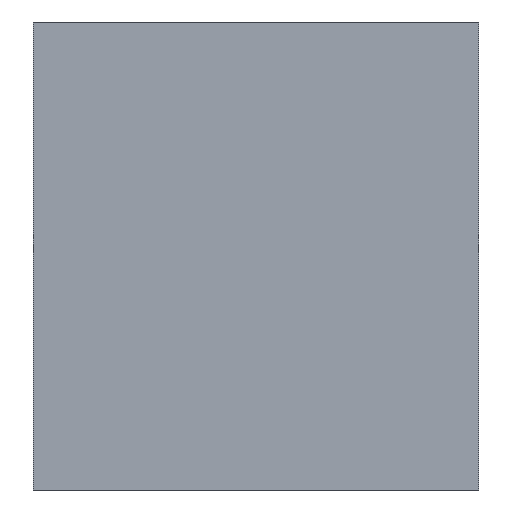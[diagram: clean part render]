
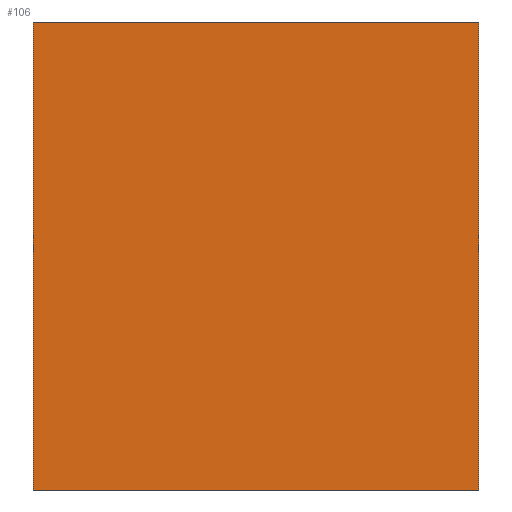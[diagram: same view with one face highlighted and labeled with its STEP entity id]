
A CAD part, left-side view. The second image highlights one B-rep face of the part: STEP entity #106.
In plain terms, the highlighted planar face has unit normal (-1, 0, 0).
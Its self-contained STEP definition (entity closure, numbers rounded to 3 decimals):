
#7 = LINE ( 'NONE', #96, #195 ) ;
#9 = VECTOR ( 'NONE', #220, 1000. ) ;
#16 = ORIENTED_EDGE ( 'NONE', *, *, #120, .T. ) ;
#42 = CARTESIAN_POINT ( 'NONE',  ( -10., 5., 10.5 ) ) ;
#48 = CARTESIAN_POINT ( 'NONE',  ( -10., 5., 10.5 ) ) ;
#56 = LINE ( 'NONE', #130, #148 ) ;
#58 = CARTESIAN_POINT ( 'NONE',  ( -10., 5., 10.5 ) ) ;
#71 = LINE ( 'NONE', #151, #81 ) ;
#73 = ORIENTED_EDGE ( 'NONE', *, *, #159, .T. ) ;
#81 = VECTOR ( 'NONE', #202, 1000. ) ;
#84 = VERTEX_POINT ( 'NONE', #179 ) ;
#90 = EDGE_LOOP ( 'NONE', ( #73, #91, #124, #16 ) ) ;
#91 = ORIENTED_EDGE ( 'NONE', *, *, #125, .F. ) ;
#95 = DIRECTION ( 'NONE',  ( 0., 1., 0. ) ) ;
#96 = CARTESIAN_POINT ( 'NONE',  ( -10., 5., 10.5 ) ) ;
#105 = VERTEX_POINT ( 'NONE', #42 ) ;
#106 = ADVANCED_FACE ( 'NONE', ( #158 ), #167, .F. ) ;
#110 = DIRECTION ( 'NONE',  ( 0., 0., -1. ) ) ;
#120 = EDGE_CURVE ( 'NONE', #105, #161, #7, .T. ) ;
#124 = ORIENTED_EDGE ( 'NONE', *, *, #196, .F. ) ;
#125 = EDGE_CURVE ( 'NONE', #197, #84, #56, .T. ) ;
#130 = CARTESIAN_POINT ( 'NONE',  ( -10., -5., 10.5 ) ) ;
#132 = CARTESIAN_POINT ( 'NONE',  ( -10., -5., 10.5 ) ) ;
#144 = DIRECTION ( 'NONE',  ( 0., 0., -1. ) ) ;
#148 = VECTOR ( 'NONE', #110, 1000. ) ;
#151 = CARTESIAN_POINT ( 'NONE',  ( -10., 5., 0. ) ) ;
#158 = FACE_OUTER_BOUND ( 'NONE', #90, .T. ) ;
#159 = EDGE_CURVE ( 'NONE', #161, #84, #71, .T. ) ;
#161 = VERTEX_POINT ( 'NONE', #164 ) ;
#164 = CARTESIAN_POINT ( 'NONE',  ( -10., 5., 0. ) ) ;
#167 = PLANE ( 'NONE',  #169 ) ;
#169 = AXIS2_PLACEMENT_3D ( 'NONE', #48, #204, #95 ) ;
#179 = CARTESIAN_POINT ( 'NONE',  ( -10., -5., 0. ) ) ;
#195 = VECTOR ( 'NONE', #144, 1000. ) ;
#196 = EDGE_CURVE ( 'NONE', #105, #197, #198, .T. ) ;
#197 = VERTEX_POINT ( 'NONE', #132 ) ;
#198 = LINE ( 'NONE', #58, #9 ) ;
#202 = DIRECTION ( 'NONE',  ( 0., -1., 0. ) ) ;
#204 = DIRECTION ( 'NONE',  ( 1., 0., 0. ) ) ;
#220 = DIRECTION ( 'NONE',  ( 0., -1., 0. ) ) ;
